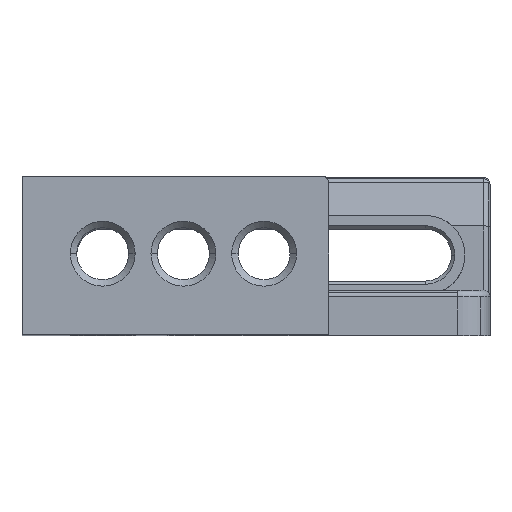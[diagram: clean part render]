
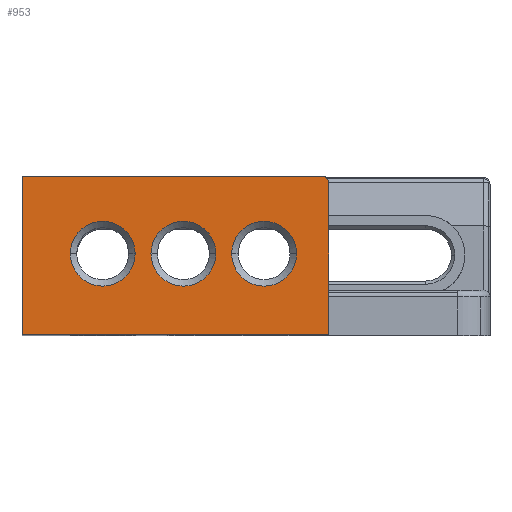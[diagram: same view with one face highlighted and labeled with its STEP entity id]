
A CAD part, top view. The second image highlights one B-rep face of the part: STEP entity #953.
In plain terms, the highlighted planar face has unit normal (0, 0, 1).
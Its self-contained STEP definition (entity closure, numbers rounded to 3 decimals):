
#953=ADVANCED_FACE('',(#1969,#1970,#1971,#1972),#1973,.F.);
#1969=FACE_BOUND('',#3008,.T.);
#1970=FACE_BOUND('',#3009,.T.);
#1971=FACE_BOUND('',#3010,.T.);
#1972=FACE_OUTER_BOUND('',#3011,.T.);
#1973=PLANE('',#3012);
#3008=EDGE_LOOP('',(#5752,#5753));
#3009=EDGE_LOOP('',(#5754,#5755));
#3010=EDGE_LOOP('',(#5756,#5757));
#3011=EDGE_LOOP('',(#5758,#5759,#5760,#5761,#5762,#5763));
#3012=AXIS2_PLACEMENT_3D('',#5764,#5765,#5766);
#5752=ORIENTED_EDGE('',*,*,#7017,.T.);
#5753=ORIENTED_EDGE('',*,*,#6007,.T.);
#5754=ORIENTED_EDGE('',*,*,#6048,.T.);
#5755=ORIENTED_EDGE('',*,*,#6288,.T.);
#5756=ORIENTED_EDGE('',*,*,#6094,.T.);
#5757=ORIENTED_EDGE('',*,*,#7050,.T.);
#5758=ORIENTED_EDGE('',*,*,#7052,.T.);
#5759=ORIENTED_EDGE('',*,*,#6647,.T.);
#5760=ORIENTED_EDGE('',*,*,#6358,.T.);
#5761=ORIENTED_EDGE('',*,*,#7068,.T.);
#5762=ORIENTED_EDGE('',*,*,#6816,.T.);
#5763=ORIENTED_EDGE('',*,*,#6572,.T.);
#5764=CARTESIAN_POINT('',(-20.0,233.0,250.0));
#5765=DIRECTION('',(0.0,0.0,-1.0));
#5766=DIRECTION('',(1.0,0.0,0.0));
#6007=EDGE_CURVE('',#7130,#7134,#7136,.T.);
#6048=EDGE_CURVE('',#7211,#7209,#7212,.T.);
#6094=EDGE_CURVE('',#7292,#7290,#7293,.T.);
#6288=EDGE_CURVE('',#7209,#7211,#7624,.T.);
#6358=EDGE_CURVE('',#7736,#7734,#7737,.T.);
#6572=EDGE_CURVE('',#8051,#8049,#8052,.T.);
#6647=EDGE_CURVE('',#8151,#7736,#8154,.T.);
#6816=EDGE_CURVE('',#8371,#8051,#8372,.T.);
#7017=EDGE_CURVE('',#7134,#7130,#8600,.T.);
#7050=EDGE_CURVE('',#7290,#7292,#8639,.T.);
#7052=EDGE_CURVE('',#8049,#8151,#8641,.T.);
#7068=EDGE_CURVE('',#7734,#8371,#8657,.T.);
#7130=VERTEX_POINT('',#8721);
#7134=VERTEX_POINT('',#8726);
#7136=CIRCLE('',#8729,10.05);
#7209=VERTEX_POINT('',#8812);
#7211=VERTEX_POINT('',#8815);
#7212=CIRCLE('',#8816,10.05);
#7290=VERTEX_POINT('',#8911);
#7292=VERTEX_POINT('',#8914);
#7293=CIRCLE('',#8915,10.05);
#7624=CIRCLE('',#9322,10.05);
#7734=VERTEX_POINT('',#9457);
#7736=VERTEX_POINT('',#9460);
#7737=LINE('',#9461,#9462);
#8049=VERTEX_POINT('',#9854);
#8051=VERTEX_POINT('',#9857);
#8052=LINE('',#9858,#9859);
#8151=VERTEX_POINT('',#9980);
#8154=CIRCLE('',#9984,2.0);
#8371=VERTEX_POINT('',#10252);
#8372=LINE('',#10253,#10254);
#8600=CIRCLE('',#10529,10.05);
#8639=CIRCLE('',#10575,10.05);
#8641=CIRCLE('',#10577,2.0);
#8657=LINE('',#10597,#10598);
#8721=CARTESIAN_POINT('',(19.95,209.0,250.0));
#8726=CARTESIAN_POINT('',(40.05,209.0,250.0));
#8729=AXIS2_PLACEMENT_3D('',#10663,#10664,#10665);
#8812=CARTESIAN_POINT('',(-5.05,209.0,250.0));
#8815=CARTESIAN_POINT('',(15.05,209.0,250.0));
#8816=AXIS2_PLACEMENT_3D('',#10743,#10744,#10745);
#8911=CARTESIAN_POINT('',(44.95,209.0,250.0));
#8914=CARTESIAN_POINT('',(65.05,209.0,250.0));
#8915=AXIS2_PLACEMENT_3D('',#10818,#10819,#10820);
#9322=AXIS2_PLACEMENT_3D('',#11140,#11141,#11142);
#9457=CARTESIAN_POINT('',(-20.0,233.0,250.0));
#9460=CARTESIAN_POINT('',(73.0,233.0,250.0));
#9461=CARTESIAN_POINT('',(75.0,233.0,250.0));
#9462=VECTOR('',#11256,1.0);
#9854=CARTESIAN_POINT('',(75.0,231.0,250.0));
#9857=CARTESIAN_POINT('',(75.0,184.0,250.0));
#9858=CARTESIAN_POINT('',(75.0,184.0,250.0));
#9859=VECTOR('',#11587,1.0);
#9980=CARTESIAN_POINT('',(74.414,232.414,250.0));
#9984=AXIS2_PLACEMENT_3D('',#11704,#11705,#11706);
#10252=CARTESIAN_POINT('',(-20.0,184.0,250.0));
#10253=CARTESIAN_POINT('',(-20.0,184.0,250.0));
#10254=VECTOR('',#11983,1.0);
#10529=AXIS2_PLACEMENT_3D('',#12256,#12257,#12258);
#10575=AXIS2_PLACEMENT_3D('',#12293,#12294,#12295);
#10577=AXIS2_PLACEMENT_3D('',#12296,#12297,#12298);
#10597=CARTESIAN_POINT('',(-20.0,233.0,250.0));
#10598=VECTOR('',#12312,1.0);
#10663=CARTESIAN_POINT('',(30.0,209.0,250.0));
#10664=DIRECTION('',(-0.0,0.0,-1.0));
#10665=DIRECTION('',(-1.0,0.0,0.0));
#10743=CARTESIAN_POINT('',(5.0,209.0,250.0));
#10744=DIRECTION('',(-0.0,0.0,-1.0));
#10745=DIRECTION('',(-1.0,0.0,0.0));
#10818=CARTESIAN_POINT('',(55.0,209.0,250.0));
#10819=DIRECTION('',(-0.0,0.0,-1.0));
#10820=DIRECTION('',(-1.0,0.0,0.0));
#11140=CARTESIAN_POINT('',(5.0,209.0,250.0));
#11141=DIRECTION('',(-0.0,0.0,-1.0));
#11142=DIRECTION('',(-1.0,0.0,0.0));
#11256=DIRECTION('',(-1.0,0.0,0.0));
#11587=DIRECTION('',(0.0,1.0,0.0));
#11704=CARTESIAN_POINT('',(73.0,231.0,250.0));
#11705=DIRECTION('',(0.0,-0.0,1.0));
#11706=DIRECTION('',(0.707,0.707,0.0));
#11983=DIRECTION('',(1.0,0.0,0.0));
#12256=CARTESIAN_POINT('',(30.0,209.0,250.0));
#12257=DIRECTION('',(-0.0,0.0,-1.0));
#12258=DIRECTION('',(-1.0,0.0,0.0));
#12293=CARTESIAN_POINT('',(55.0,209.0,250.0));
#12294=DIRECTION('',(-0.0,0.0,-1.0));
#12295=DIRECTION('',(-1.0,0.0,0.0));
#12296=CARTESIAN_POINT('',(73.0,231.0,250.0));
#12297=DIRECTION('',(0.0,-0.0,1.0));
#12298=DIRECTION('',(0.707,0.707,0.0));
#12312=DIRECTION('',(0.0,-1.0,0.0));
